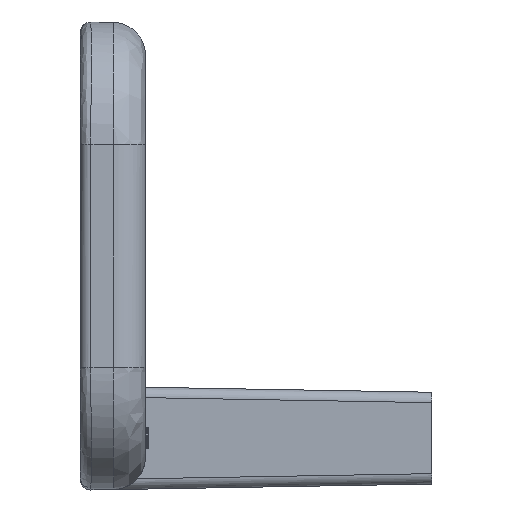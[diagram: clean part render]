
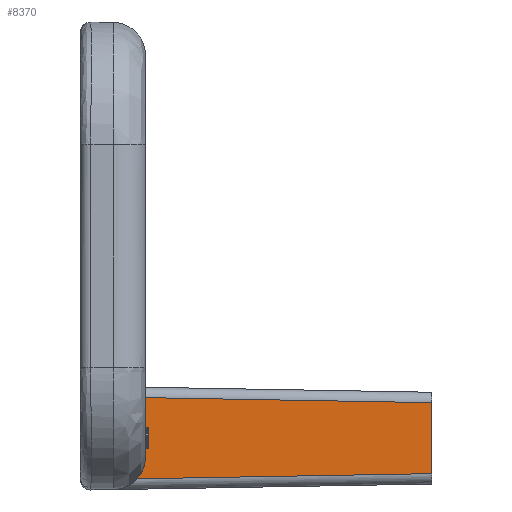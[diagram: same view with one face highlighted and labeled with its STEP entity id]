
A CAD part, left-side view. The second image highlights one B-rep face of the part: STEP entity #8370.
In plain terms, the highlighted planar face has unit normal (-1, -0.018, 0).
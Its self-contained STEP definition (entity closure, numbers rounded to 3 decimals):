
#7660=CARTESIAN_POINT('',(-36.,-22.,-16.729));
#7670=VERTEX_POINT('',#7660);
#7700=CARTESIAN_POINT('',(-36.,-22.,0.));
#7710=DIRECTION('',(0.,0.,1.));
#7720=VECTOR('',#7710,1.);
#7730=LINE('',#7700,#7720);
#7740=CARTESIAN_POINT('',(-36.,-22.,-11.271));
#7750=VERTEX_POINT('',#7740);
#7760=EDGE_CURVE('',#7670,#7750,#7730,.T.);
#7890=CARTESIAN_POINT('',(-36.,-22.,0.));
#7900=DIRECTION('',(-1.,-0.017,-0.));
#7910=DIRECTION('',(-0.017,1.,0.));
#7920=AXIS2_PLACEMENT_3D('',#7890,#7900,#7910);
#7930=PLANE('',#7920);
#7940=CARTESIAN_POINT('',(-36.428,2.5,-15.456));
#7950=DIRECTION('',(-1.,-0.017,0.));
#7960=DIRECTION('',(-0.017,1.,
0.));
#7970=AXIS2_PLACEMENT_3D('',#7940,#7950,#7960);
#7980=ELLIPSE('',#7970,2.5,2.5);
#7990=CARTESIAN_POINT('',(-36.395,0.638,
-17.124));
#8000=VERTEX_POINT('',#7990);
#8010=CARTESIAN_POINT('',(-36.384,0.,-15.456));
#8020=VERTEX_POINT('',#8010);
#8030=EDGE_CURVE('',#8000,#8020,#7980,.T.);
#8040=ORIENTED_EDGE('',*,*,#8030,.F.);
#8050=CARTESIAN_POINT('',(-36.384,0.,0.));
#8060=DIRECTION('',(0.,0.,1.));
#8070=VECTOR('',#8060,1.);
#8080=LINE('',#8050,#8070);
#8090=CARTESIAN_POINT('',(-36.384,0.,-12.544));
#8100=VERTEX_POINT('',#8090);
#8110=EDGE_CURVE('',#8020,#8100,#8080,.T.);
#8120=ORIENTED_EDGE('',*,*,#8110,.F.);
#8130=CARTESIAN_POINT('',(-36.428,2.5,-12.544));
#8140=DIRECTION('',(-1.,-0.017,0.));
#8150=DIRECTION('',(-0.017,1.,
0.));
#8160=AXIS2_PLACEMENT_3D('',#8130,#8140,#8150);
#8170=ELLIPSE('',#8160,2.5,2.5);
#8180=CARTESIAN_POINT('',(-36.395,0.638,
-10.876));
#8190=VERTEX_POINT('',#8180);
#8200=EDGE_CURVE('',#8100,#8190,#8170,.T.);
#8210=ORIENTED_EDGE('',*,*,#8200,.F.);
#8220=CARTESIAN_POINT('',(-36.384,-0.014,
-10.887));
#8230=DIRECTION('',(-0.017,1.,
0.017));
#8240=VECTOR('',#8230,1.);
#8250=LINE('',#8220,#8240);
#8260=EDGE_CURVE('',#7750,#8190,#8250,.T.);
#8270=ORIENTED_EDGE('',*,*,#8260,.T.);
#8280=ORIENTED_EDGE('',*,*,#7760,.T.);
#8290=CARTESIAN_POINT('',(-36.384,-0.014,
-17.113));
#8300=DIRECTION('',(0.017,-1.,
0.017));
#8310=VECTOR('',#8300,1.);
#8320=LINE('',#8290,#8310);
#8330=EDGE_CURVE('',#8000,#7670,#8320,.T.);
#8340=ORIENTED_EDGE('',*,*,#8330,.T.);
#8350=EDGE_LOOP('',(#8340,#8280,#8270,#8210,#8120,#8040));
#8360=FACE_OUTER_BOUND('',#8350,.T.);
#8370=ADVANCED_FACE('',(#8360),#7930,.T.);
